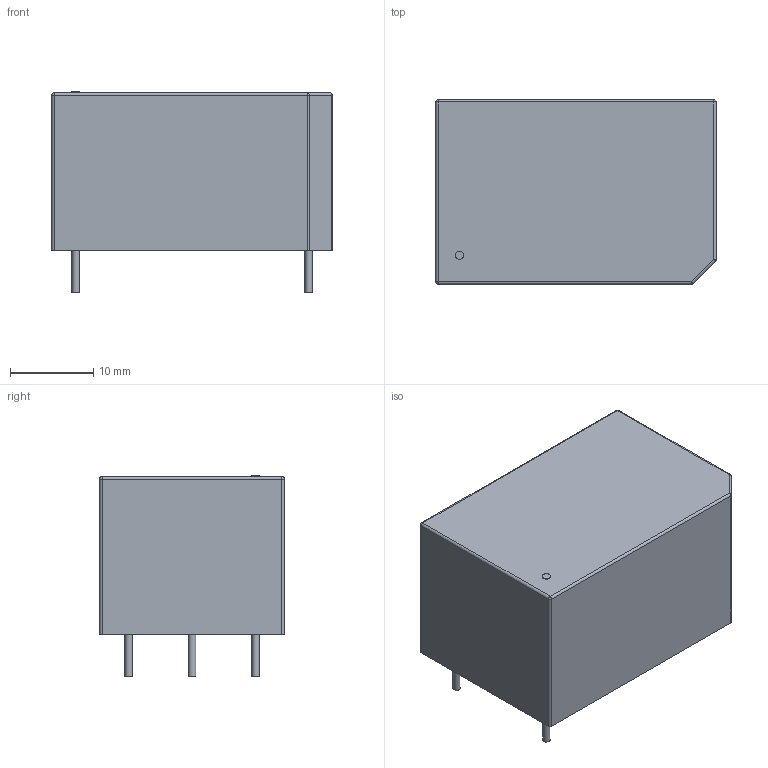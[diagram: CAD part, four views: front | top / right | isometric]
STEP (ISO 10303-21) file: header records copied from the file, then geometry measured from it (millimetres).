
FILE_DESCRIPTION(('FreeCAD Model'),'2;1');
FILE_NAME( 'Converter_ACDC_RECOM_RAC01_xxSGB_THT_v14_cp.step', '2018-09-05T16:23:35',('kicad StepUp'),('ksu MCAD'), 'Open CASCADE STEP processor 7.2','FreeCAD','Unknown');
FILE_SCHEMA(('AUTOMOTIVE_DESIGN { 1 0 10303 214 1 1 1 1 }'));
Length unit declared in the file: millimetre
Products named in the file (1): Converter_ACDC_RECOM_RAC01_xxSGB_THT_v14_cp
Bounding box: 33.7 x 22.2 x 24.1 mm (x, y, z)
Volume: 14152.1 mm3; surface area: 3643.1 mm2
Topology: 5 solids, 5 shells, 36 faces, 60 edges, 35 vertices
Faces by surface type: plane 16, cylinder 15, sphere 5
Full cylindrical faces by diameter (mm): 0.9 x4, 1 x1
Entity records: 1091 total; most frequent: DIRECTION 164, CARTESIAN_POINT 132, ORIENTED_EDGE 120, AXIS2_PLACEMENT_3D 67, EDGE_CURVE 60, FACE_BOUND 37, EDGE_LOOP 37, ADVANCED_FACE 36
